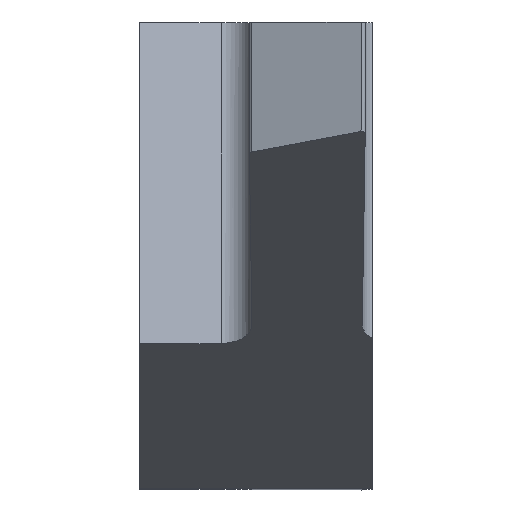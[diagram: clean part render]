
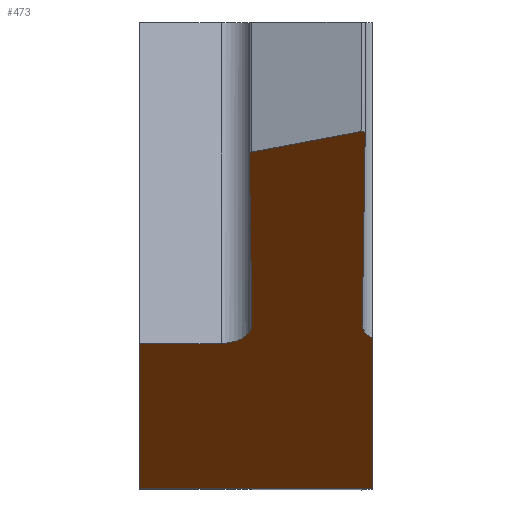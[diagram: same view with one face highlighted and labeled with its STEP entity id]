
A CAD part, top view. The second image highlights one B-rep face of the part: STEP entity #473.
In plain terms, the highlighted planar face has unit normal (0, -0.819, 0.574).
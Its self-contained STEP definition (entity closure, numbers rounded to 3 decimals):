
#2 = LINE ( 'NONE', #362, #548 ) ;
#6 = CARTESIAN_POINT ( 'NONE',  ( 2.91, 1.824, 7.835 ) ) ;
#8 = VERTEX_POINT ( 'NONE', #610 ) ;
#16 = ORIENTED_EDGE ( 'NONE', *, *, #599, .F. ) ;
#31 = LINE ( 'NONE', #392, #501 ) ;
#33 = DIRECTION ( 'NONE',  ( -1., 0., 0. ) ) ;
#34 = ORIENTED_EDGE ( 'NONE', *, *, #113, .T. ) ;
#59 = VERTEX_POINT ( 'NONE', #760 ) ;
#64 = VERTEX_POINT ( 'NONE', #94 ) ;
#66 = DIRECTION ( 'NONE',  ( 0.009, 0.574, 0.819 ) ) ;
#75 = VERTEX_POINT ( 'NONE', #329 ) ;
#81 = PLANE ( 'NONE',  #637 ) ;
#85 = FACE_OUTER_BOUND ( 'NONE', #235, .T. ) ;
#94 = CARTESIAN_POINT ( 'NONE',  ( 3., -3., 0.946 ) ) ;
#101 = CARTESIAN_POINT ( 'NONE',  ( 3., 1.824, 7.835 ) ) ;
#109 = VERTEX_POINT ( 'NONE', #444 ) ;
#110 = LINE ( 'NONE', #344, #700 ) ;
#113 = EDGE_CURVE ( 'NONE', #370, #349, #542, .T. ) ;
#115 = CARTESIAN_POINT ( 'NONE',  ( 1.415, 1.306, 7.096 ) ) ;
#117 = CARTESIAN_POINT ( 'NONE',  ( 1.432, 1.323, 7.119 ) ) ;
#123 = LINE ( 'NONE', #6, #755 ) ;
#126 = ORIENTED_EDGE ( 'NONE', *, *, #432, .T. ) ;
#152 = LINE ( 'NONE', #575, #209 ) ;
#154 = CARTESIAN_POINT ( 'NONE',  ( 2.869, -0.889, 3.96 ) ) ;
#158 = DIRECTION ( 'NONE',  ( 0., 0.819, -0.574 ) ) ;
#162 = ORIENTED_EDGE ( 'NONE', *, *, #671, .T. ) ;
#173 = CARTESIAN_POINT ( 'NONE',  ( 2.872, 1.593, 7.505 ) ) ;
#177 = ORIENTED_EDGE ( 'NONE', *, *, #327, .T. ) ;
#188 = CARTESIAN_POINT ( 'NONE',  ( 1.052, -1.132, 3.614 ) ) ;
#193 = ORIENTED_EDGE ( 'NONE', *, *, #681, .F. ) ;
#209 = VECTOR ( 'NONE', #33, 1000. ) ;
#234 = CARTESIAN_POINT ( 'NONE',  ( 1.052, -1.132, 3.614 ) ) ;
#235 = EDGE_LOOP ( 'NONE', ( #34, #664, #431, #193, #16, #162, #177, #569, #126, #513, #476 ) ) ;
#244 = DIRECTION ( 'NONE',  ( -0.95, -0.178, -0.255 ) ) ;
#280 = CARTESIAN_POINT ( 'NONE',  ( 1.415, 1.306, 7.096 ) ) ;
#286 = VERTEX_POINT ( 'NONE', #115 ) ;
#288 = DIRECTION ( 'NONE',  ( 0.009, -0.574, -0.819 ) ) ;
#295 = VERTEX_POINT ( 'NONE', #335 ) ;
#300 = CARTESIAN_POINT ( 'NONE',  ( 1.448, -0.89, 3.959 ) ) ;
#317 = DIRECTION ( 'NONE',  ( 0., -0.574, -0.819 ) ) ;
#324 = VECTOR ( 'NONE', #244, 1000. ) ;
#327 = EDGE_CURVE ( 'NONE', #421, #8, #123, .T. ) ;
#329 = CARTESIAN_POINT ( 'NONE',  ( 3., -1.069, 3.703 ) ) ;
#335 = CARTESIAN_POINT ( 'NONE',  ( 1.447, 1.325, 7.123 ) ) ;
#344 = CARTESIAN_POINT ( 'NONE',  ( 3.045, -1.122, 3.628 ) ) ;
#349 = VERTEX_POINT ( 'NONE', #234 ) ;
#351 = DIRECTION ( 'NONE',  ( 0., -0.574, -0.819 ) ) ;
#358 = VECTOR ( 'NONE', #288, 1000. ) ;
#362 = CARTESIAN_POINT ( 'NONE',  ( 3., 1.824, 7.835 ) ) ;
#370 = VERTEX_POINT ( 'NONE', #300 ) ;
#385 = CARTESIAN_POINT ( 'NONE',  ( 2.914, -1.023, 3.77 ) ) ;
#392 = CARTESIAN_POINT ( 'NONE',  ( 0., 1.824, 7.835 ) ) ;
#400 = DIRECTION ( 'NONE',  ( 0., 0.574, 0.819 ) ) ;
#408 = CARTESIAN_POINT ( 'NONE',  ( 1.407, 1.816, 7.823 ) ) ;
#421 = VERTEX_POINT ( 'NONE', #154 ) ;
#431 = ORIENTED_EDGE ( 'NONE', *, *, #786, .T. ) ;
#432 = EDGE_CURVE ( 'NONE', #59, #295, #711, .T. ) ;
#444 = CARTESIAN_POINT ( 'NONE',  ( 0., -1.137, 3.606 ) ) ;
#453 = CARTESIAN_POINT ( 'NONE',  ( 3., -1.069, 3.703 ) ) ;
#460 = CARTESIAN_POINT ( 'NONE',  ( 2.896, 1.585, 7.494 ) ) ;
#473 = ADVANCED_FACE ( 'NONE', ( #85 ), #81, .F. ) ;
#474 = CARTESIAN_POINT ( 'NONE',  ( 2.852, 1.589, 7.5 ) ) ;
#476 = ORIENTED_EDGE ( 'NONE', *, *, #601, .T. ) ;
#501 = VECTOR ( 'NONE', #317, 1000. ) ;
#503 = CARTESIAN_POINT ( 'NONE',  ( 1.286, -1.131, 3.615 ) ) ;
#513 = ORIENTED_EDGE ( 'NONE', *, *, #527, .T. ) ;
#525 = VERTEX_POINT ( 'NONE', #780 ) ;
#527 = EDGE_CURVE ( 'NONE', #295, #286, #684, .T. ) ;
#531 = CARTESIAN_POINT ( 'NONE',  ( 2.906, 1.568, 7.469 ) ) ;
#537 = DIRECTION ( 'NONE',  ( -1., -0.005, -0.007 ) ) ;
#542 =( BOUNDED_CURVE ( )  B_SPLINE_CURVE ( 3, ( #748, #631, #503, #188 ),
 .UNSPECIFIED., .F., .F. ) 
 B_SPLINE_CURVE_WITH_KNOTS ( ( 4, 4 ),
 ( 4.703, 6.275 ),
 .UNSPECIFIED. ) 
 CURVE ( )  GEOMETRIC_REPRESENTATION_ITEM ( )  RATIONAL_B_SPLINE_CURVE ( ( 1., 0.805, 0.805, 1. ) ) 
 REPRESENTATION_ITEM ( '' )  );
#547 = EDGE_CURVE ( 'NONE', #8, #59, #623, .T. ) ;
#548 = VECTOR ( 'NONE', #351, 1000. ) ;
#563 =( BOUNDED_CURVE ( )  B_SPLINE_CURVE ( 3, ( #453, #385, #579, #775 ),
 .UNSPECIFIED., .F., .F. ) 
 B_SPLINE_CURVE_WITH_KNOTS ( ( 4, 4 ),
 ( 0.736, 1.58 ),
 .UNSPECIFIED. ) 
 CURVE ( )  GEOMETRIC_REPRESENTATION_ITEM ( )  RATIONAL_B_SPLINE_CURVE ( ( 1., 0.942, 0.942, 1. ) ) 
 REPRESENTATION_ITEM ( '' )  );
#569 = ORIENTED_EDGE ( 'NONE', *, *, #547, .T. ) ;
#570 = EDGE_CURVE ( 'NONE', #349, #109, #110, .T. ) ;
#575 = CARTESIAN_POINT ( 'NONE',  ( 3., -3., 0.946 ) ) ;
#579 = CARTESIAN_POINT ( 'NONE',  ( 2.867, -0.959, 3.861 ) ) ;
#592 = CARTESIAN_POINT ( 'NONE',  ( 1.447, 1.325, 7.123 ) ) ;
#599 = EDGE_CURVE ( 'NONE', #75, #64, #2, .T. ) ;
#600 = LINE ( 'NONE', #408, #358 ) ;
#601 = EDGE_CURVE ( 'NONE', #286, #370, #600, .T. ) ;
#610 = CARTESIAN_POINT ( 'NONE',  ( 2.906, 1.568, 7.469 ) ) ;
#622 = CARTESIAN_POINT ( 'NONE',  ( 3.107, 1.637, 7.568 ) ) ;
#623 =( BOUNDED_CURVE ( )  B_SPLINE_CURVE ( 3, ( #531, #460, #173, #474 ),
 .UNSPECIFIED., .F., .F. ) 
 B_SPLINE_CURVE_WITH_KNOTS ( ( 4, 4 ),
 ( 1.968, 3.403 ),
 .UNSPECIFIED. ) 
 CURVE ( )  GEOMETRIC_REPRESENTATION_ITEM ( )  RATIONAL_B_SPLINE_CURVE ( ( 1., 0.836, 0.836, 1. ) ) 
 REPRESENTATION_ITEM ( '' )  );
#631 = CARTESIAN_POINT ( 'NONE',  ( 1.45, -1.031, 3.759 ) ) ;
#637 = AXIS2_PLACEMENT_3D ( 'NONE', #101, #158, #400 ) ;
#657 = CARTESIAN_POINT ( 'NONE',  ( 1.421, 1.316, 7.11 ) ) ;
#664 = ORIENTED_EDGE ( 'NONE', *, *, #570, .T. ) ;
#671 = EDGE_CURVE ( 'NONE', #75, #421, #563, .T. ) ;
#681 = EDGE_CURVE ( 'NONE', #64, #525, #152, .T. ) ;
#684 =( BOUNDED_CURVE ( )  B_SPLINE_CURVE ( 3, ( #592, #117, #657, #280 ),
 .UNSPECIFIED., .F., .F. ) 
 B_SPLINE_CURVE_WITH_KNOTS ( ( 4, 4 ),
 ( 3.403, 4.279 ),
 .UNSPECIFIED. ) 
 CURVE ( )  GEOMETRIC_REPRESENTATION_ITEM ( )  RATIONAL_B_SPLINE_CURVE ( ( 1., 0.937, 0.937, 1. ) ) 
 REPRESENTATION_ITEM ( '' )  );
#700 = VECTOR ( 'NONE', #537, 1000. ) ;
#711 = LINE ( 'NONE', #622, #324 ) ;
#748 = CARTESIAN_POINT ( 'NONE',  ( 1.448, -0.89, 3.959 ) ) ;
#755 = VECTOR ( 'NONE', #66, 1000. ) ;
#760 = CARTESIAN_POINT ( 'NONE',  ( 2.852, 1.589, 7.5 ) ) ;
#775 = CARTESIAN_POINT ( 'NONE',  ( 2.869, -0.889, 3.96 ) ) ;
#780 = CARTESIAN_POINT ( 'NONE',  ( 0., -3., 0.946 ) ) ;
#786 = EDGE_CURVE ( 'NONE', #109, #525, #31, .T. ) ;
